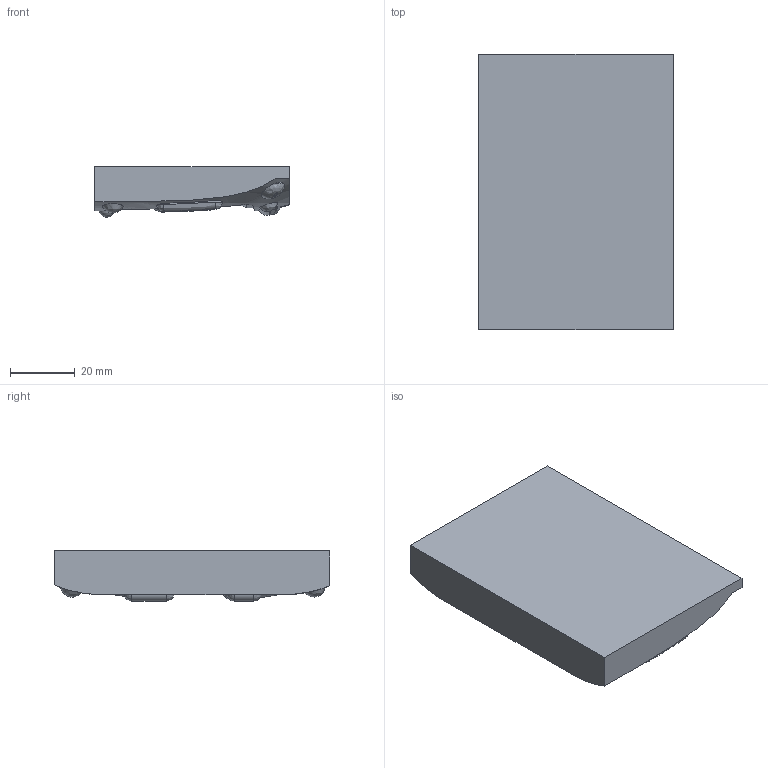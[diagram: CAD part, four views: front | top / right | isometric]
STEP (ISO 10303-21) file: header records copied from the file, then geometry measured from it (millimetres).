
FILE_DESCRIPTION(/* description */ (''),/* implementation_level */ '2;1');
FILE_NAME(/* name */ 'Stylish Belt Synth - Battery Door 1 - Inside Negative.step',/* time_stamp */ '2020-01-29T02:44:31-08:00',/* author */ (''),/* organization */ (''),/* preprocessor_version */ 'ST-DEVELOPER v18',/* originating_system */ 'Autodesk Translation Framework v8.12.0.6',/* authorisation */ '');
FILE_SCHEMA (('AUTOMOTIVE_DESIGN { 1 0 10303 214 3 1 1 }'));
Length unit declared in the file: millimetre
Products named in the file (3): Stylish Belt Synth V4 Plastic Enclosure; Molds for Molds; Left Battery Door
Assembly tree (2 placements, depth 3):
  Stylish Belt Synth V4 Plastic Enclosure
    Molds for Molds
      Left Battery Door
Bounding box: 60 x 85 x 15.53 mm (x, y, z)
Volume: 60148 mm3; surface area: 14003 mm2
Topology: 1 solids, 2 shells, 188 faces, 628 edges, 456 vertices
Faces by surface type: bspline 83, plane 56, cylinder 29, cone 12, torus 8
Entity records: 17243 total; most frequent: CARTESIAN_POINT 12477, ORIENTED_EDGE 1256, EDGE_CURVE 628, DIRECTION 599, VERTEX_POINT 456, B_SPLINE_CURVE_WITH_KNOTS 368, AXIS2_PLACEMENT_3D 231, EDGE_LOOP 200
